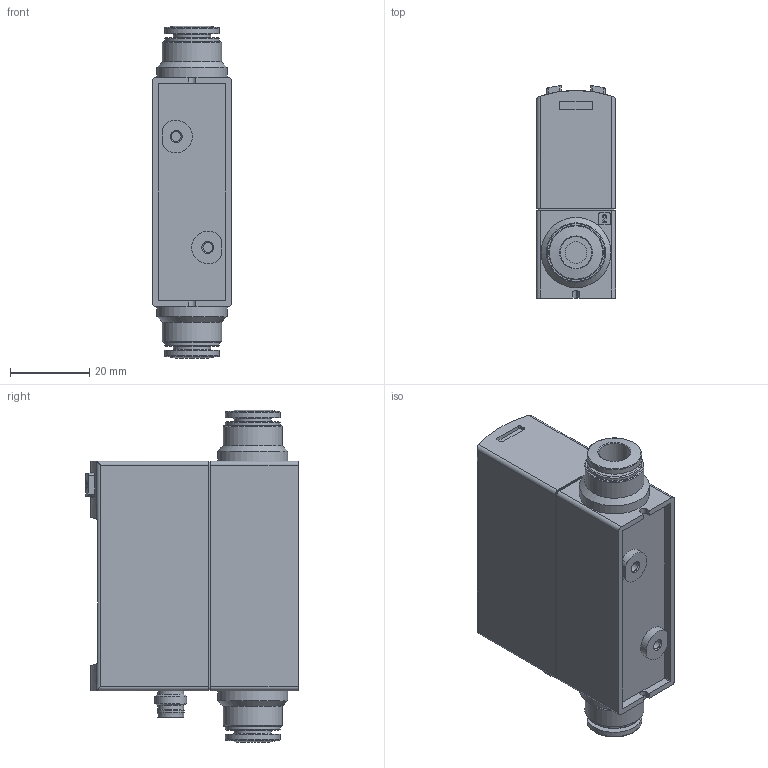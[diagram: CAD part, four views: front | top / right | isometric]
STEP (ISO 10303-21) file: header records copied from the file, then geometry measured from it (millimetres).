
FILE_DESCRIPTION(/* description */ ('STEP AP214'),/* implementation_level */ '2;1');
FILE_NAME(/* name */ '8058472_SFAH-50U-Q8S-PNLK-PNVBA-M8',/* time_stamp */ '2024-09-15T01:29:34+02:00',/* author */ ('License CC BY-ND 4.0'),/* organization */ ('CADENAS'),/* preprocessor_version */ 'ST-DEVELOPER v19.3',/* originating_system */ 'PARTsolutions',/* authorisation */ ' ');
FILE_SCHEMA (('AUTOMOTIVE_DESIGN {1 0 10303 214 3 1 1}'));
Length unit declared in the file: millimetre
Products named in the file (3): 8058472 SFAH-50U-Q8S-PNLK-PNVBA-M8; 8035300 SFAH-50U-Q8S-PNLK-PNVBA-M8_h; 132083 QSPK18-8-100
Assembly tree (3 placements, depth 2):
  8058472 SFAH-50U-Q8S-PNLK-PNVBA-M8
    8035300 SFAH-50U-Q8S-PNLK-PNVBA-M8_h
    132083 QSPK18-8-100  x2
Bounding box: 20 x 53.69 x 83.84 mm (x, y, z)
Volume: 59872.6 mm3; surface area: 16448.9 mm2
Topology: 3 solids, 3 shells, 343 faces, 837 edges, 544 vertices
Faces by surface type: plane 188, cylinder 127, cone 19, torus 9
Full cylindrical faces by diameter (mm): 1 x4, 2.459 x2, 3.72 x1, 4.1 x1, 5.5 x2, 5.8 x1, 6.5 x2, 6.9 x1, 8 x3, 9.4 x2, 13.15 x2, 13.8 x4, 14 x6, 14.95 x6, 15 x2, 17.7 x2
Entity records: 11318 total; most frequent: CARTESIAN_POINT 1635, DIRECTION 1584, ORIENTED_EDGE 1454, EDGE_CURVE 727, AXIS2_PLACEMENT_3D 569, VERTEX_POINT 505, LINE 446, VECTOR 446
